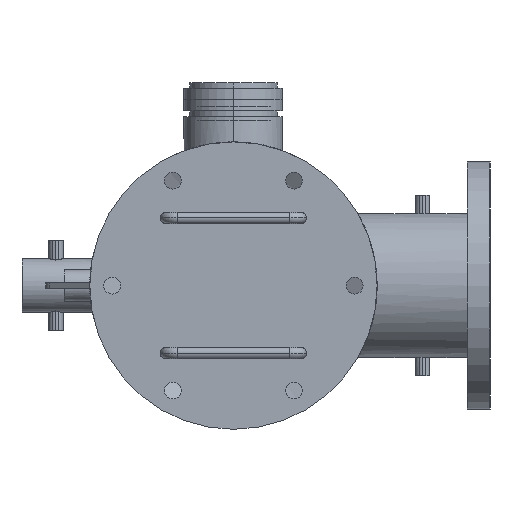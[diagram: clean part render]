
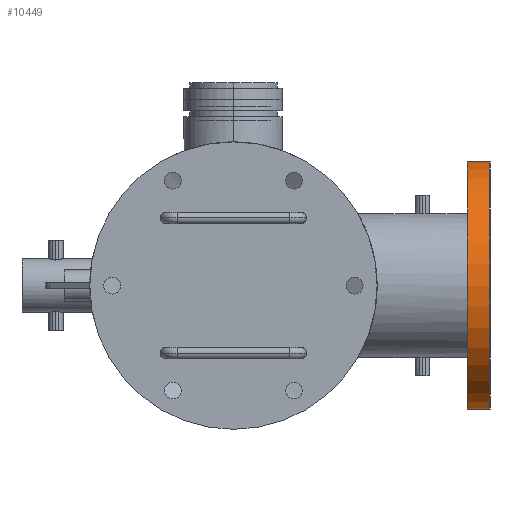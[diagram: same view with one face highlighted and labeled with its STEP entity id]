
A CAD part, left-side view. The second image highlights one B-rep face of the part: STEP entity #10449.
In plain terms, the highlighted cylindrical face has radius 139.7 mm (diameter 279.4 mm), a partial arc.
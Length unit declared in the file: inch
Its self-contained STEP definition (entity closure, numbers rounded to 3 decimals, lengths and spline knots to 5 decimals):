
#127 = CYLINDRICAL_SURFACE ( 'NONE', #5986, 5.5 ) ;
#320 = DIRECTION ( 'NONE',  ( 0., 0., -1. ) ) ;
#667 = VERTEX_POINT ( 'NONE', #7657 ) ;
#1080 = LINE ( 'NONE', #3064, #4068 ) ;
#1504 = CARTESIAN_POINT ( 'NONE',  ( 5.82, -10.38, 0. ) ) ;
#1794 = EDGE_CURVE ( 'NONE', #6454, #3522, #9207, .T. ) ;
#1900 = FACE_OUTER_BOUND ( 'NONE', #7142, .T. ) ;
#2044 = ORIENTED_EDGE ( 'NONE', *, *, #11160, .T. ) ;
#2233 = EDGE_CURVE ( 'NONE', #667, #6454, #4952, .T. ) ;
#2380 = DIRECTION ( 'NONE',  ( 0., 0., -1. ) ) ;
#3011 = ORIENTED_EDGE ( 'NONE', *, *, #6864, .T. ) ;
#3019 = CARTESIAN_POINT ( 'NONE',  ( 5.82, -10.38, 5.5 ) ) ;
#3064 = CARTESIAN_POINT ( 'NONE',  ( 5.82, -10.38, -5.5 ) ) ;
#3101 = DIRECTION ( 'NONE',  ( 0., -1., 0. ) ) ;
#3153 = AXIS2_PLACEMENT_3D ( 'NONE', #4724, #10143, #8268 ) ;
#3522 = VERTEX_POINT ( 'NONE', #11105 ) ;
#4068 = VECTOR ( 'NONE', #10045, 39.37008 ) ;
#4669 = DIRECTION ( 'NONE',  ( 0., -1., 0. ) ) ;
#4724 = CARTESIAN_POINT ( 'NONE',  ( 5.82, -11.38, 0. ) ) ;
#4736 = CARTESIAN_POINT ( 'NONE',  ( 5.82, -10.38, 0. ) ) ;
#4952 = LINE ( 'NONE', #3019, #10579 ) ;
#5986 = AXIS2_PLACEMENT_3D ( 'NONE', #1504, #7639, #2380 ) ;
#6454 = VERTEX_POINT ( 'NONE', #6636 ) ;
#6636 = CARTESIAN_POINT ( 'NONE',  ( 5.82, -11.38, 5.5 ) ) ;
#6652 = AXIS2_PLACEMENT_3D ( 'NONE', #4736, #4669, #320 ) ;
#6745 = CIRCLE ( 'NONE', #6652, 5.5 ) ;
#6864 = EDGE_CURVE ( 'NONE', #667, #10562, #6745, .T. ) ;
#7142 = EDGE_LOOP ( 'NONE', ( #8355, #3011, #2044, #8858 ) ) ;
#7639 = DIRECTION ( 'NONE',  ( 0., -1., 0. ) ) ;
#7657 = CARTESIAN_POINT ( 'NONE',  ( 5.82, -10.38, 5.5 ) ) ;
#7691 = CARTESIAN_POINT ( 'NONE',  ( 5.82, -10.38, -5.5 ) ) ;
#8268 = DIRECTION ( 'NONE',  ( 0., 0., -1. ) ) ;
#8355 = ORIENTED_EDGE ( 'NONE', *, *, #2233, .F. ) ;
#8858 = ORIENTED_EDGE ( 'NONE', *, *, #1794, .F. ) ;
#9207 = CIRCLE ( 'NONE', #3153, 5.5 ) ;
#10045 = DIRECTION ( 'NONE',  ( 0., -1., 0. ) ) ;
#10143 = DIRECTION ( 'NONE',  ( 0., -1., 0. ) ) ;
#10449 = ADVANCED_FACE ( 'NONE', ( #1900 ), #127, .T. ) ;
#10562 = VERTEX_POINT ( 'NONE', #7691 ) ;
#10579 = VECTOR ( 'NONE', #3101, 39.37008 ) ;
#11105 = CARTESIAN_POINT ( 'NONE',  ( 5.82, -11.38, -5.5 ) ) ;
#11160 = EDGE_CURVE ( 'NONE', #10562, #3522, #1080, .T. ) ;
